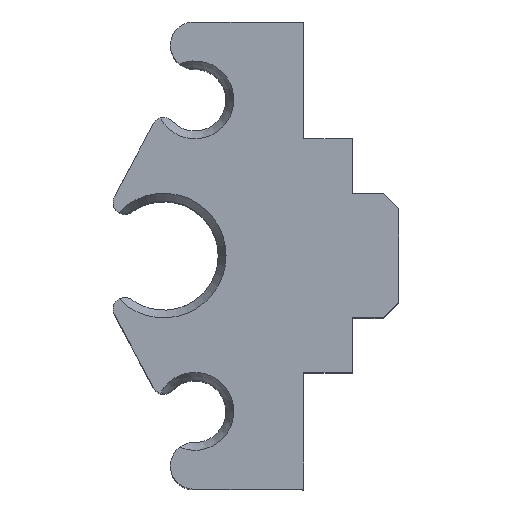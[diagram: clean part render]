
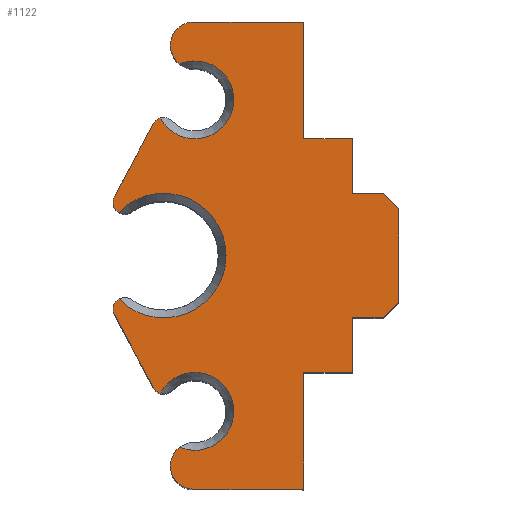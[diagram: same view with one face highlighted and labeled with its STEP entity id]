
A CAD part, top view. The second image highlights one B-rep face of the part: STEP entity #1122.
In plain terms, the highlighted planar face has unit normal (0, 0, 1).
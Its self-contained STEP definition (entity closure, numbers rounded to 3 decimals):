
#43=PLANE('',#1220);
#89=LINE('',#1816,#188);
#90=LINE('',#1819,#189);
#93=LINE('',#1825,#192);
#96=LINE('',#1831,#195);
#100=LINE('',#1838,#199);
#103=LINE('',#1844,#202);
#108=LINE('',#1855,#207);
#111=LINE('',#1860,#210);
#112=LINE('',#1862,#211);
#114=LINE('',#1866,#213);
#116=LINE('',#1872,#215);
#117=LINE('',#1874,#216);
#118=LINE('',#1875,#217);
#119=LINE('',#1877,#218);
#120=LINE('',#1878,#219);
#121=LINE('',#1880,#220);
#122=LINE('',#1882,#221);
#188=VECTOR('',#1355,10.);
#189=VECTOR('',#1358,10.);
#192=VECTOR('',#1363,10.);
#195=VECTOR('',#1368,10.);
#199=VECTOR('',#1374,10.);
#202=VECTOR('',#1377,10.);
#207=VECTOR('',#1386,10.);
#210=VECTOR('',#1391,10.);
#211=VECTOR('',#1394,10.);
#213=VECTOR('',#1398,10.);
#215=VECTOR('',#1404,10.);
#216=VECTOR('',#1405,10.);
#217=VECTOR('',#1406,10.);
#218=VECTOR('',#1407,10.);
#219=VECTOR('',#1408,10.);
#220=VECTOR('',#1409,10.);
#221=VECTOR('',#1412,10.);
#295=FACE_OUTER_BOUND('',#357,.T.);
#357=EDGE_LOOP('',(#890,#891,#892,#893,#894,#895,#896,#897,#898,#899,#900,
#901,#902,#903,#904,#905,#906,#907,#908,#909,#910,#911,#912,#913,#914,#915));
#395=CIRCLE('',#1174,2.5);
#397=CIRCLE('',#1178,0.75);
#400=CIRCLE('',#1182,2.5);
#402=CIRCLE('',#1186,1.5);
#405=CIRCLE('',#1190,4.);
#406=CIRCLE('',#1192,0.75);
#409=CIRCLE('',#1198,0.75);
#417=CIRCLE('',#1221,1.5);
#418=CIRCLE('',#1222,0.75);
#467=VERTEX_POINT('',#1492);
#469=VERTEX_POINT('',#1505);
#472=VERTEX_POINT('',#1524);
#476=VERTEX_POINT('',#1542);
#478=VERTEX_POINT('',#1555);
#481=VERTEX_POINT('',#1574);
#485=VERTEX_POINT('',#1592);
#487=VERTEX_POINT('',#1605);
#490=VERTEX_POINT('',#1634);
#496=VERTEX_POINT('',#1682);
#523=VERTEX_POINT('',#1810);
#525=VERTEX_POINT('',#1814);
#526=VERTEX_POINT('',#1818);
#528=VERTEX_POINT('',#1824);
#530=VERTEX_POINT('',#1830);
#532=VERTEX_POINT('',#1836);
#534=VERTEX_POINT('',#1841);
#535=VERTEX_POINT('',#1843);
#539=VERTEX_POINT('',#1854);
#540=VERTEX_POINT('',#1858);
#541=VERTEX_POINT('',#1865);
#542=VERTEX_POINT('',#1869);
#543=VERTEX_POINT('',#1871);
#544=VERTEX_POINT('',#1873);
#545=VERTEX_POINT('',#1876);
#546=VERTEX_POINT('',#1879);
#581=EDGE_CURVE('',#469,#467,#395,.T.);
#585=EDGE_CURVE('',#467,#472,#397,.T.);
#592=EDGE_CURVE('',#478,#476,#400,.T.);
#596=EDGE_CURVE('',#476,#481,#402,.T.);
#603=EDGE_CURVE('',#487,#485,#405,.T.);
#607=EDGE_CURVE('',#490,#487,#406,.T.);
#616=EDGE_CURVE('',#496,#478,#409,.T.);
#651=EDGE_CURVE('',#525,#523,#89,.T.);
#652=EDGE_CURVE('',#523,#526,#90,.T.);
#655=EDGE_CURVE('',#526,#528,#93,.T.);
#658=EDGE_CURVE('',#528,#530,#96,.T.);
#662=EDGE_CURVE('',#532,#525,#100,.T.);
#665=EDGE_CURVE('',#534,#535,#103,.T.);
#671=EDGE_CURVE('',#535,#539,#108,.T.);
#674=EDGE_CURVE('',#540,#532,#111,.T.);
#675=EDGE_CURVE('',#530,#534,#112,.T.);
#677=EDGE_CURVE('',#541,#540,#114,.T.);
#679=EDGE_CURVE('',#542,#469,#417,.T.);
#680=EDGE_CURVE('',#543,#542,#116,.T.);
#681=EDGE_CURVE('',#544,#543,#117,.T.);
#682=EDGE_CURVE('',#539,#544,#118,.T.);
#683=EDGE_CURVE('',#545,#541,#119,.T.);
#684=EDGE_CURVE('',#481,#545,#120,.T.);
#685=EDGE_CURVE('',#546,#496,#121,.T.);
#686=EDGE_CURVE('',#485,#546,#418,.T.);
#687=EDGE_CURVE('',#472,#490,#122,.T.);
#890=ORIENTED_EDGE('',*,*,#581,.F.);
#891=ORIENTED_EDGE('',*,*,#679,.F.);
#892=ORIENTED_EDGE('',*,*,#680,.F.);
#893=ORIENTED_EDGE('',*,*,#681,.F.);
#894=ORIENTED_EDGE('',*,*,#682,.F.);
#895=ORIENTED_EDGE('',*,*,#671,.F.);
#896=ORIENTED_EDGE('',*,*,#665,.F.);
#897=ORIENTED_EDGE('',*,*,#675,.F.);
#898=ORIENTED_EDGE('',*,*,#658,.F.);
#899=ORIENTED_EDGE('',*,*,#655,.F.);
#900=ORIENTED_EDGE('',*,*,#652,.F.);
#901=ORIENTED_EDGE('',*,*,#651,.F.);
#902=ORIENTED_EDGE('',*,*,#662,.F.);
#903=ORIENTED_EDGE('',*,*,#674,.F.);
#904=ORIENTED_EDGE('',*,*,#677,.F.);
#905=ORIENTED_EDGE('',*,*,#683,.F.);
#906=ORIENTED_EDGE('',*,*,#684,.F.);
#907=ORIENTED_EDGE('',*,*,#596,.F.);
#908=ORIENTED_EDGE('',*,*,#592,.F.);
#909=ORIENTED_EDGE('',*,*,#616,.F.);
#910=ORIENTED_EDGE('',*,*,#685,.F.);
#911=ORIENTED_EDGE('',*,*,#686,.F.);
#912=ORIENTED_EDGE('',*,*,#603,.F.);
#913=ORIENTED_EDGE('',*,*,#607,.F.);
#914=ORIENTED_EDGE('',*,*,#687,.F.);
#915=ORIENTED_EDGE('',*,*,#585,.F.);
#1122=ADVANCED_FACE('',(#295),#43,.T.);
#1174=AXIS2_PLACEMENT_3D('',#1516,#1250,#1251);
#1178=AXIS2_PLACEMENT_3D('',#1525,#1260,#1261);
#1182=AXIS2_PLACEMENT_3D('',#1566,#1269,#1270);
#1186=AXIS2_PLACEMENT_3D('',#1575,#1279,#1280);
#1190=AXIS2_PLACEMENT_3D('',#1616,#1288,#1289);
#1192=AXIS2_PLACEMENT_3D('',#1636,#1294,#1295);
#1198=AXIS2_PLACEMENT_3D('',#1684,#1308,#1309);
#1220=AXIS2_PLACEMENT_3D('',#1868,#1400,#1401);
#1221=AXIS2_PLACEMENT_3D('',#1870,#1402,#1403);
#1222=AXIS2_PLACEMENT_3D('',#1881,#1410,#1411);
#1250=DIRECTION('center_axis',(0.,0.,
1.));
#1251=DIRECTION('ref_axis',(0.02,1.,0.));
#1260=DIRECTION('center_axis',(0.,0.,
-1.));
#1261=DIRECTION('ref_axis',(0.,1.,0.));
#1269=DIRECTION('center_axis',(0.,0.,
1.));
#1270=DIRECTION('ref_axis',(0.729,0.685,0.));
#1279=DIRECTION('center_axis',(0.,0.,
-1.));
#1280=DIRECTION('ref_axis',(0.,1.,0.));
#1288=DIRECTION('center_axis',(0.,0.,
1.));
#1289=DIRECTION('ref_axis',(0.588,0.809,0.));
#1294=DIRECTION('center_axis',(0.,0.,
-1.));
#1295=DIRECTION('ref_axis',(0.,1.,0.));
#1308=DIRECTION('center_axis',(0.,0.,
-1.));
#1309=DIRECTION('ref_axis',(0.,1.,0.));
#1355=DIRECTION('',(1.,0.,0.));
#1358=DIRECTION('',(0.707,-0.707,0.));
#1363=DIRECTION('',(0.,-1.,0.));
#1368=DIRECTION('',(-0.707,-0.707,0.));
#1374=DIRECTION('',(0.,-1.,0.));
#1377=DIRECTION('',(0.,-1.,0.));
#1386=DIRECTION('',(-1.,0.,0.));
#1391=DIRECTION('',(1.,0.,0.));
#1394=DIRECTION('',(-1.,0.,0.));
#1398=DIRECTION('',(0.,-1.,0.));
#1400=DIRECTION('center_axis',(0.,0.,
1.));
#1401=DIRECTION('ref_axis',(0.,1.,0.));
#1402=DIRECTION('center_axis',(0.,0.,
-1.));
#1403=DIRECTION('ref_axis',(0.,1.,0.));
#1404=DIRECTION('',(-1.,0.,0.));
#1405=DIRECTION('',(-1.,0.,0.));
#1406=DIRECTION('',(0.,-1.,0.));
#1407=DIRECTION('',(1.,0.,0.));
#1408=DIRECTION('',(1.,0.,0.));
#1409=DIRECTION('',(0.47,0.882,0.));
#1410=DIRECTION('center_axis',(0.,0.,
-1.));
#1411=DIRECTION('ref_axis',(0.,1.,0.));
#1412=DIRECTION('',(-0.47,0.882,0.));
#1492=CARTESIAN_POINT('',(-27.314,-8.839,39.6));
#1505=CARTESIAN_POINT('',(-26.075,-12.303,39.6));
#1516=CARTESIAN_POINT('Origin',(-25.1,-10.001,39.6));
#1524=CARTESIAN_POINT('',(-27.767,-8.471,39.6));
#1525=CARTESIAN_POINT('Origin',(-27.105,-8.118,39.6));
#1542=CARTESIAN_POINT('',(-26.075,12.303,39.6));
#1555=CARTESIAN_POINT('',(-27.314,8.839,39.6));
#1566=CARTESIAN_POINT('Origin',(-25.1,10.001,39.6));
#1574=CARTESIAN_POINT('',(-25.171,15.,39.6));
#1575=CARTESIAN_POINT('Origin',(-25.171,13.5,39.6));
#1592=CARTESIAN_POINT('',(-29.971,2.785,39.6));
#1605=CARTESIAN_POINT('',(-29.971,-2.785,39.6));
#1616=CARTESIAN_POINT('Origin',(-27.1,0.,
39.6));
#1634=CARTESIAN_POINT('',(-30.262,-3.79,39.6));
#1636=CARTESIAN_POINT('Origin',(-29.6,-3.437,39.6));
#1682=CARTESIAN_POINT('',(-27.767,8.471,39.6));
#1684=CARTESIAN_POINT('Origin',(-27.105,8.118,39.6));
#1810=CARTESIAN_POINT('',(-13.,4.,39.6));
#1814=CARTESIAN_POINT('',(-15.,4.,39.6));
#1816=CARTESIAN_POINT('',(-22.3,4.,39.6));
#1818=CARTESIAN_POINT('',(-12.,3.,39.6));
#1819=CARTESIAN_POINT('',(-15.041,6.041,39.6));
#1824=CARTESIAN_POINT('',(-12.,-3.,39.6));
#1825=CARTESIAN_POINT('',(-12.,-1.719,39.6));
#1830=CARTESIAN_POINT('',(-13.,-4.,39.6));
#1831=CARTESIAN_POINT('',(-16.759,-7.759,39.6));
#1836=CARTESIAN_POINT('',(-15.,7.5,39.6));
#1838=CARTESIAN_POINT('',(-15.,-1.719,39.6));
#1841=CARTESIAN_POINT('',(-15.,-4.,39.6));
#1843=CARTESIAN_POINT('',(-15.,-7.5,39.6));
#1844=CARTESIAN_POINT('',(-15.,-1.719,39.6));
#1854=CARTESIAN_POINT('',(-18.1,-7.5,39.6));
#1855=CARTESIAN_POINT('',(-22.3,-7.5,39.6));
#1858=CARTESIAN_POINT('',(-18.1,7.5,39.6));
#1860=CARTESIAN_POINT('',(-22.3,7.5,39.6));
#1862=CARTESIAN_POINT('',(-22.3,-4.,39.6));
#1865=CARTESIAN_POINT('',(-18.1,15.,39.6));
#1866=CARTESIAN_POINT('',(-18.1,-1.719,39.6));
#1868=CARTESIAN_POINT('Origin',(-29.6,-3.437,39.6));
#1869=CARTESIAN_POINT('',(-25.171,-15.,39.6));
#1870=CARTESIAN_POINT('Origin',(-25.171,-13.5,39.6));
#1871=CARTESIAN_POINT('',(-21.1,-15.,39.6));
#1872=CARTESIAN_POINT('',(-23.85,-15.,39.6));
#1873=CARTESIAN_POINT('',(-18.1,-15.,39.6));
#1874=CARTESIAN_POINT('',(-18.1,-15.,39.6));
#1875=CARTESIAN_POINT('',(-18.1,-1.719,39.6));
#1876=CARTESIAN_POINT('',(-21.1,15.,39.6));
#1877=CARTESIAN_POINT('',(-25.35,15.,39.6));
#1878=CARTESIAN_POINT('',(-23.85,15.,39.6));
#1879=CARTESIAN_POINT('',(-30.262,3.79,39.6));
#1880=CARTESIAN_POINT('',(-31.689,1.113,39.6));
#1881=CARTESIAN_POINT('Origin',(-29.6,3.437,39.6));
#1882=CARTESIAN_POINT('',(-29.014,-6.13,39.6));
